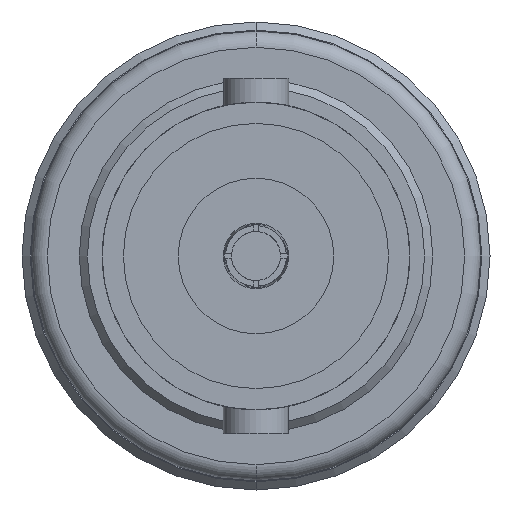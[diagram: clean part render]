
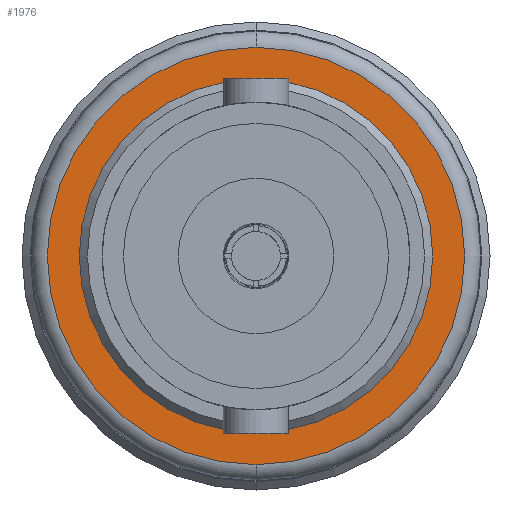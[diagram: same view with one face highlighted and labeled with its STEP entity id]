
A CAD part, front view. The second image highlights one B-rep face of the part: STEP entity #1976.
In plain terms, the highlighted planar face has unit normal (0, -1, 0).
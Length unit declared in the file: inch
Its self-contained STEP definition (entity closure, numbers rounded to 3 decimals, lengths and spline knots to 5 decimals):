
#133 = CARTESIAN_POINT ( 'NONE',  ( 0., 0., 0. ) ) ;
#146 = DIRECTION ( 'NONE',  ( 0., 0., 1. ) ) ;
#166 = ORIENTED_EDGE ( 'NONE', *, *, #4417, .T. ) ;
#353 = CARTESIAN_POINT ( 'NONE',  ( 0., 0., 0. ) ) ;
#369 = EDGE_CURVE ( 'NONE', #1492, #2583, #4564, .T. ) ;
#617 = ORIENTED_EDGE ( 'NONE', *, *, #369, .F. ) ;
#633 = VERTEX_POINT ( 'NONE', #4001 ) ;
#669 = CARTESIAN_POINT ( 'NONE',  ( 0., 0., 0. ) ) ;
#733 = CIRCLE ( 'NONE', #2594, 0.255 ) ;
#867 = FACE_BOUND ( 'NONE', #1386, .T. ) ;
#948 = DIRECTION ( 'NONE',  ( 0., 0., 1. ) ) ;
#992 = EDGE_CURVE ( 'NONE', #1677, #633, #1917, .T. ) ;
#1386 = EDGE_LOOP ( 'NONE', ( #617, #3066 ) ) ;
#1484 = CIRCLE ( 'NONE', #2055, 0.216 ) ;
#1492 = VERTEX_POINT ( 'NONE', #3664 ) ;
#1677 = VERTEX_POINT ( 'NONE', #4058 ) ;
#1917 = CIRCLE ( 'NONE', #5637, 0.255 ) ;
#1976 = ADVANCED_FACE ( 'NONE', ( #5371, #867 ), #5828, .F. ) ;
#2055 = AXIS2_PLACEMENT_3D ( 'NONE', #133, #2761, #948 ) ;
#2100 = ORIENTED_EDGE ( 'NONE', *, *, #992, .T. ) ;
#2153 = DIRECTION ( 'NONE',  ( 0., 0., 1. ) ) ;
#2477 = AXIS2_PLACEMENT_3D ( 'NONE', #353, #2656, #2153 ) ;
#2583 = VERTEX_POINT ( 'NONE', #3256 ) ;
#2594 = AXIS2_PLACEMENT_3D ( 'NONE', #4201, #5089, #146 ) ;
#2656 = DIRECTION ( 'NONE',  ( 0., 1., 0. ) ) ;
#2761 = DIRECTION ( 'NONE',  ( 0., -1., 0. ) ) ;
#3066 = ORIENTED_EDGE ( 'NONE', *, *, #3610, .F. ) ;
#3256 = CARTESIAN_POINT ( 'NONE',  ( 0., 0., -0.216 ) ) ;
#3610 = EDGE_CURVE ( 'NONE', #2583, #1492, #1484, .T. ) ;
#3664 = CARTESIAN_POINT ( 'NONE',  ( 0., 0., 0.216 ) ) ;
#3827 = DIRECTION ( 'NONE',  ( 0., -1., 0. ) ) ;
#4001 = CARTESIAN_POINT ( 'NONE',  ( 0., 0., 0.255 ) ) ;
#4058 = CARTESIAN_POINT ( 'NONE',  ( 0., 0., -0.255 ) ) ;
#4072 = AXIS2_PLACEMENT_3D ( 'NONE', #5179, #3827, #5693 ) ;
#4201 = CARTESIAN_POINT ( 'NONE',  ( 0., 0., 0. ) ) ;
#4302 = DIRECTION ( 'NONE',  ( 0., -1., 0. ) ) ;
#4397 = EDGE_LOOP ( 'NONE', ( #166, #2100 ) ) ;
#4417 = EDGE_CURVE ( 'NONE', #633, #1677, #733, .T. ) ;
#4564 = CIRCLE ( 'NONE', #4072, 0.216 ) ;
#5089 = DIRECTION ( 'NONE',  ( 0., -1., 0. ) ) ;
#5179 = CARTESIAN_POINT ( 'NONE',  ( 0., 0., 0. ) ) ;
#5371 = FACE_OUTER_BOUND ( 'NONE', #4397, .T. ) ;
#5603 = DIRECTION ( 'NONE',  ( 0., 0., 1. ) ) ;
#5637 = AXIS2_PLACEMENT_3D ( 'NONE', #669, #4302, #5603 ) ;
#5693 = DIRECTION ( 'NONE',  ( 0., 0., 1. ) ) ;
#5828 = PLANE ( 'NONE',  #2477 ) ;
